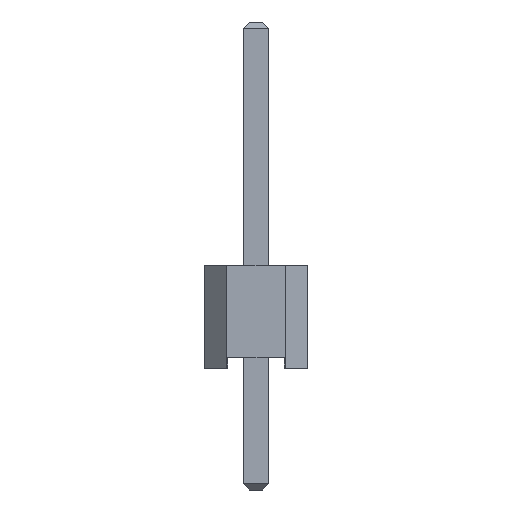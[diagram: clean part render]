
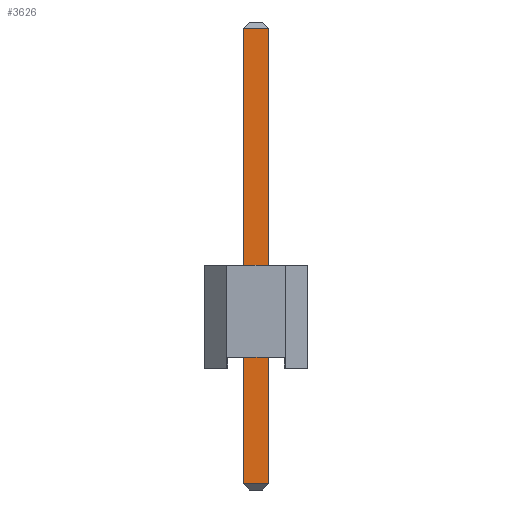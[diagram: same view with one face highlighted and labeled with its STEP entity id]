
A CAD part, left-side view. The second image highlights one B-rep face of the part: STEP entity #3626.
In plain terms, the highlighted planar face has unit normal (-1, 0, 0).
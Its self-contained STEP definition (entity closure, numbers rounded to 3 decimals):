
#74=FACE_OUTER_BOUND('',#298,.T.);
#298=EDGE_LOOP('',(#2469,#2470,#2471,#2472));
#533=LINE('',#5125,#1045);
#547=LINE('',#5151,#1059);
#558=LINE('',#5174,#1070);
#560=LINE('',#5177,#1072);
#1045=VECTOR('',#4150,10.);
#1059=VECTOR('',#4172,10.);
#1070=VECTOR('',#4195,10.);
#1072=VECTOR('',#4199,10.);
#1545=VERTEX_POINT('',#5123);
#1546=VERTEX_POINT('',#5124);
#1554=VERTEX_POINT('',#5149);
#1558=VERTEX_POINT('',#5162);
#1877=EDGE_CURVE('',#1545,#1546,#533,.T.);
#1891=EDGE_CURVE('',#1545,#1554,#547,.T.);
#1902=EDGE_CURVE('',#1558,#1554,#558,.T.);
#1904=EDGE_CURVE('',#1546,#1558,#560,.T.);
#2469=ORIENTED_EDGE('',*,*,#1877,.F.);
#2470=ORIENTED_EDGE('',*,*,#1891,.T.);
#2471=ORIENTED_EDGE('',*,*,#1902,.F.);
#2472=ORIENTED_EDGE('',*,*,#1904,.F.);
#3402=PLANE('',#3880);
#3626=ADVANCED_FACE('',(#74),#3402,.T.);
#3880=AXIS2_PLACEMENT_3D('',#5176,#4197,#4198);
#4150=DIRECTION('',(0.,1.,0.));
#4172=DIRECTION('',(0.,0.,1.));
#4195=DIRECTION('',(0.,-1.,0.));
#4197=DIRECTION('center_axis',(-1.,0.,0.));
#4198=DIRECTION('ref_axis',(0.,-1.,0.));
#4199=DIRECTION('',(0.,0.,1.));
#5123=CARTESIAN_POINT('',(-9.21,-0.32,-2.8));
#5124=CARTESIAN_POINT('',(-9.21,0.32,-2.8));
#5125=CARTESIAN_POINT('',(-9.21,0.16,-2.8));
#5149=CARTESIAN_POINT('',(-9.21,-0.32,8.44));
#5151=CARTESIAN_POINT('',(-9.21,-0.32,-2.95));
#5162=CARTESIAN_POINT('',(-9.21,0.32,8.44));
#5174=CARTESIAN_POINT('',(-9.21,0.16,8.44));
#5176=CARTESIAN_POINT('Origin',(-9.21,0.32,-2.95));
#5177=CARTESIAN_POINT('',(-9.21,0.32,-2.95));
